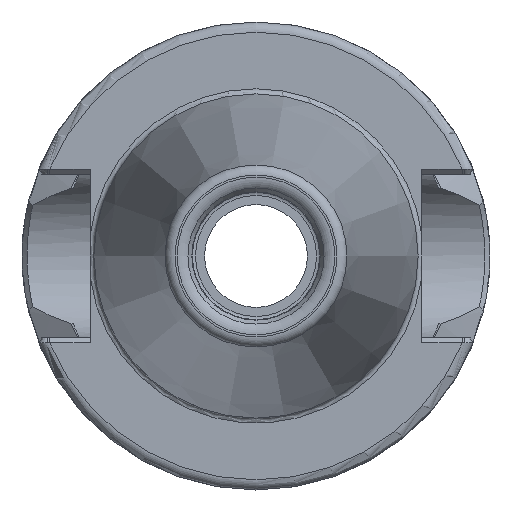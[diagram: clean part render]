
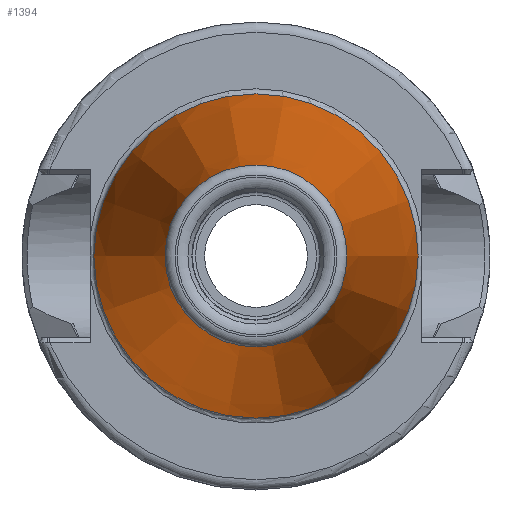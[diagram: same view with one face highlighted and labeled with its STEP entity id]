
A CAD part, left-side view. The second image highlights one B-rep face of the part: STEP entity #1394.
In plain terms, the highlighted conical face has half-angle 8.297 degrees and reference radius 12.437 mm.
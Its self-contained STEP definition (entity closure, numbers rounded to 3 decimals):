
#42=CONICAL_SURFACE('',#1544,12.437,0.145);
#151=CIRCLE('',#1540,8.941);
#152=CIRCLE('',#1541,8.941);
#153=CIRCLE('',#1542,8.941);
#155=CIRCLE('',#1545,15.933);
#156=CIRCLE('',#1546,15.933);
#245=FACE_OUTER_BOUND('',#321,.T.);
#321=EDGE_LOOP('',(#1221,#1222,#1223,#1224,#1225,#1226,#1227));
#400=LINE('',#3146,#464);
#464=VECTOR('',#1887,12.437);
#637=VERTEX_POINT('',#3134);
#638=VERTEX_POINT('',#3135);
#639=VERTEX_POINT('',#3137);
#640=VERTEX_POINT('',#3142);
#641=VERTEX_POINT('',#3143);
#842=EDGE_CURVE('',#637,#638,#151,.T.);
#843=EDGE_CURVE('',#639,#637,#152,.T.);
#844=EDGE_CURVE('',#638,#639,#153,.T.);
#846=EDGE_CURVE('',#640,#641,#155,.T.);
#847=EDGE_CURVE('',#641,#640,#156,.T.);
#848=EDGE_CURVE('',#641,#639,#400,.T.);
#1221=ORIENTED_EDGE('',*,*,#846,.F.);
#1222=ORIENTED_EDGE('',*,*,#847,.F.);
#1223=ORIENTED_EDGE('',*,*,#848,.T.);
#1224=ORIENTED_EDGE('',*,*,#843,.T.);
#1225=ORIENTED_EDGE('',*,*,#842,.T.);
#1226=ORIENTED_EDGE('',*,*,#844,.T.);
#1227=ORIENTED_EDGE('',*,*,#848,.F.);
#1394=ADVANCED_FACE('',(#245),#42,.T.);
#1540=AXIS2_PLACEMENT_3D('',#3136,#1873,#1874);
#1541=AXIS2_PLACEMENT_3D('',#3138,#1875,#1876);
#1542=AXIS2_PLACEMENT_3D('',#3139,#1877,#1878);
#1544=AXIS2_PLACEMENT_3D('',#3141,#1881,#1882);
#1545=AXIS2_PLACEMENT_3D('',#3144,#1883,#1884);
#1546=AXIS2_PLACEMENT_3D('',#3145,#1885,#1886);
#1873=DIRECTION('center_axis',(1.,0.,0.));
#1874=DIRECTION('ref_axis',(0.,0.,-1.));
#1875=DIRECTION('center_axis',(1.,0.,0.));
#1876=DIRECTION('ref_axis',(0.,0.,-1.));
#1877=DIRECTION('center_axis',(1.,0.,0.));
#1878=DIRECTION('ref_axis',(0.,0.,-1.));
#1881=DIRECTION('center_axis',(1.,0.,0.));
#1882=DIRECTION('ref_axis',(0.,1.,0.));
#1883=DIRECTION('center_axis',(1.,0.,0.));
#1884=DIRECTION('ref_axis',(0.,0.,-1.));
#1885=DIRECTION('center_axis',(1.,0.,0.));
#1886=DIRECTION('ref_axis',(0.,0.,-1.));
#1887=DIRECTION('',(-0.99,0.144,0.));
#3134=CARTESIAN_POINT('',(-47.944,8.941,0.));
#3135=CARTESIAN_POINT('',(-47.944,0.,8.941));
#3136=CARTESIAN_POINT('Origin',(-47.944,0.,
0.));
#3137=CARTESIAN_POINT('',(-47.944,-8.941,0.));
#3138=CARTESIAN_POINT('Origin',(-47.944,0.,
0.));
#3139=CARTESIAN_POINT('Origin',(-47.944,0.,
0.));
#3141=CARTESIAN_POINT('Origin',(-23.972,0.,
0.));
#3142=CARTESIAN_POINT('',(0.,15.933,0.));
#3143=CARTESIAN_POINT('',(0.,-15.933,0.));
#3144=CARTESIAN_POINT('Origin',(0.,0.,
0.));
#3145=CARTESIAN_POINT('Origin',(0.,0.,
0.));
#3146=CARTESIAN_POINT('',(-23.972,-12.437,0.));
